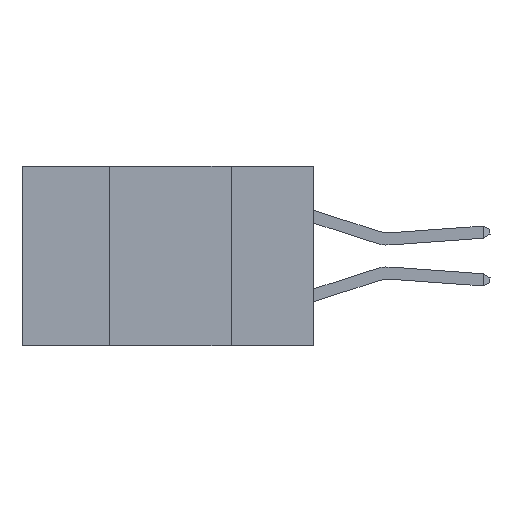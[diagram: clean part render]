
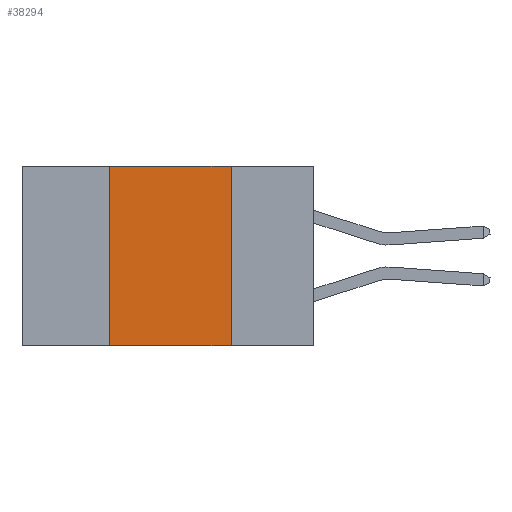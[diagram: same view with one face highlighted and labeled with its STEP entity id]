
A CAD part, left-side view. The second image highlights one B-rep face of the part: STEP entity #38294.
In plain terms, the highlighted planar face has unit normal (-1, 0, 0).
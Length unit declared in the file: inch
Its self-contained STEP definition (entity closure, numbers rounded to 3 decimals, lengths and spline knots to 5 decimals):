
#2796 = ORIENTED_EDGE ( 'NONE', *, *, #21529, .F. ) ;
#2925 = DIRECTION ( 'NONE',  ( 0., 0., 1. ) ) ;
#3064 = CARTESIAN_POINT ( 'NONE',  ( 0., 0.42, 0. ) ) ;
#3798 = CARTESIAN_POINT ( 'NONE',  ( 0., 0.42, 0. ) ) ;
#4065 = CARTESIAN_POINT ( 'NONE',  ( 0., 0.17, 0. ) ) ;
#4675 = DIRECTION ( 'NONE',  ( 0., 0., -1. ) ) ;
#5538 = DIRECTION ( 'NONE',  ( 0., -1., 0. ) ) ;
#6237 = DIRECTION ( 'NONE',  ( 0., -1., 0. ) ) ;
#7674 = LINE ( 'NONE', #14631, #22472 ) ;
#10045 = VERTEX_POINT ( 'NONE', #15866 ) ;
#10263 = EDGE_LOOP ( 'NONE', ( #11599, #13449, #2796, #14856 ) ) ;
#10429 = DIRECTION ( 'NONE',  ( 1., 0., 0. ) ) ;
#10663 = AXIS2_PLACEMENT_3D ( 'NONE', #16860, #10429, #4675 ) ;
#11503 = VERTEX_POINT ( 'NONE', #35415 ) ;
#11599 = ORIENTED_EDGE ( 'NONE', *, *, #17067, .F. ) ;
#13005 = VECTOR ( 'NONE', #16496, 39.37008 ) ;
#13449 = ORIENTED_EDGE ( 'NONE', *, *, #34109, .F. ) ;
#13855 = LINE ( 'NONE', #21622, #21063 ) ;
#14388 = CARTESIAN_POINT ( 'NONE',  ( 0., 0.17, 0. ) ) ;
#14631 = CARTESIAN_POINT ( 'NONE',  ( 0., 0.6, -0.37 ) ) ;
#14856 = ORIENTED_EDGE ( 'NONE', *, *, #37317, .T. ) ;
#15866 = CARTESIAN_POINT ( 'NONE',  ( 0., 0.17, -0.37 ) ) ;
#16223 = LINE ( 'NONE', #4065, #13005 ) ;
#16496 = DIRECTION ( 'NONE',  ( 0., 0., -1. ) ) ;
#16860 = CARTESIAN_POINT ( 'NONE',  ( 0., 0.6, 0. ) ) ;
#16910 = VERTEX_POINT ( 'NONE', #3798 ) ;
#17067 = EDGE_CURVE ( 'NONE', #24019, #10045, #16223, .T. ) ;
#21044 = FACE_OUTER_BOUND ( 'NONE', #10263, .T. ) ;
#21063 = VECTOR ( 'NONE', #6237, 39.37008 ) ;
#21529 = EDGE_CURVE ( 'NONE', #11503, #16910, #26908, .T. ) ;
#21622 = CARTESIAN_POINT ( 'NONE',  ( 0., 0.6, 0. ) ) ;
#22122 = VECTOR ( 'NONE', #2925, 39.37008 ) ;
#22472 = VECTOR ( 'NONE', #5538, 39.37008 ) ;
#23008 = PLANE ( 'NONE',  #10663 ) ;
#24019 = VERTEX_POINT ( 'NONE', #14388 ) ;
#26908 = LINE ( 'NONE', #3064, #22122 ) ;
#34109 = EDGE_CURVE ( 'NONE', #16910, #24019, #13855, .T. ) ;
#35415 = CARTESIAN_POINT ( 'NONE',  ( 0., 0.42, -0.37 ) ) ;
#37317 = EDGE_CURVE ( 'NONE', #11503, #10045, #7674, .T. ) ;
#38294 = ADVANCED_FACE ( 'NONE', ( #21044 ), #23008, .F. ) ;
